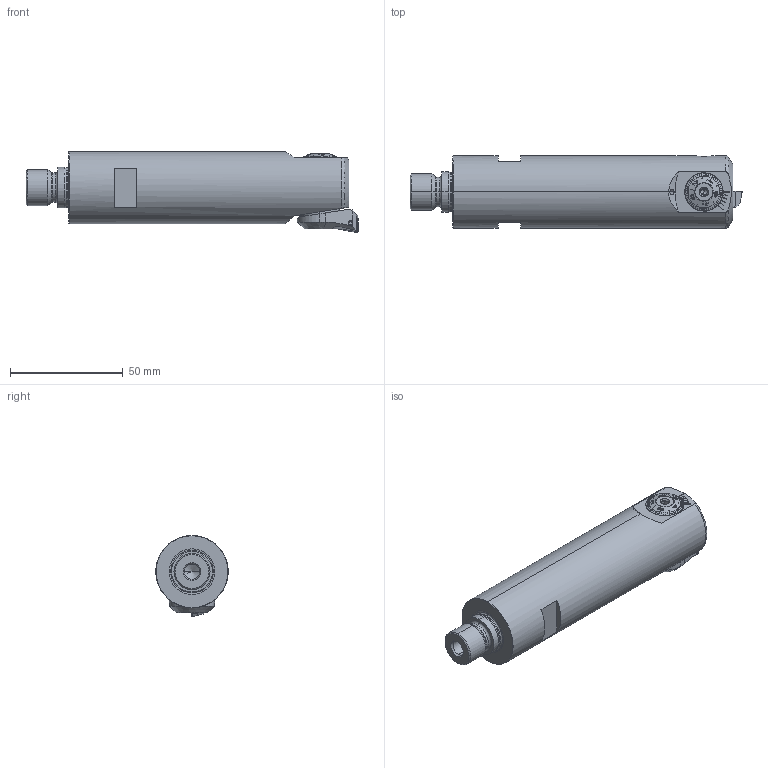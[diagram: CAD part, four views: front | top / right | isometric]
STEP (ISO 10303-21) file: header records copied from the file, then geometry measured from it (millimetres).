
FILE_DESCRIPTION (( 'STEP AP214' ), '1' );
FILE_NAME ('280.320.000.STEP', '2024-08-23T10:10:21', ( '' ), ( '' ), 'SwSTEP 2.0', 'SolidWorks 2022', '' );
FILE_SCHEMA (( 'AUTOMOTIVE_DESIGN' ));
Length unit declared in the file: millimetre
Products named in the file (19): F32-BG2.017.004_A; CCMT060204; F32-BG2.009.012_A; 280.320.000; F32-BG3.006.026_A; DIN 7984 - M6 x 10; F32-BG2.017.003_A; ISO 4026 - M6 x 5; WCA-ER2.001.006_A; F32; F32-BG1.010.006_A; F32-WCA.001.007_C_fertigbearbeitet; HP3-F32.K20.128_D; T7 M2.5 x 6; F32-BG2.014.012_A; Klebstoff D6; F32-BG1.002.017_B; DIN 3771 - 15x1; F32-WCA.001.007
Assembly tree (18 placements, depth 3):
  280.320.000
    HP3-F32.K20.128_D
    F32
      F32-BG1.002.017_B
      F32-BG2.014.012_A
      DIN 3771 - 15x1
      F32-BG2.017.003_A
      F32-BG2.017.004_A
      F32-BG2.009.012_A
      F32-BG1.010.006_A
    F32-BG3.006.026_A
    Klebstoff D6
    ISO 4026 - M6 x 5
    T7 M2.5 x 6
    F32-WCA.001.007
      F32-WCA.001.007_C_fertigbearbeitet
      CCMT060204
      WCA-ER2.001.006_A
    DIN 7984 - M6 x 10
Bounding box: 147 x 32 x 35.85 mm (x, y, z)
Volume: 96899.5 mm3; surface area: 26756.3 mm2
Topology: 16 solids, 16 shells, 790 faces, 2011 edges, 1260 vertices
Faces by surface type: plane 337, cone 194, cylinder 149, torus 61, bspline 47, sphere 2
Entity records: 28262 total; most frequent: CARTESIAN_POINT 8480, ORIENTED_EDGE 3990, DIRECTION 3510, EDGE_CURVE 1995, AXIS2_PLACEMENT_3D 1362, VERTEX_POINT 1260, EDGE_LOOP 843, ADVANCED_FACE 790
